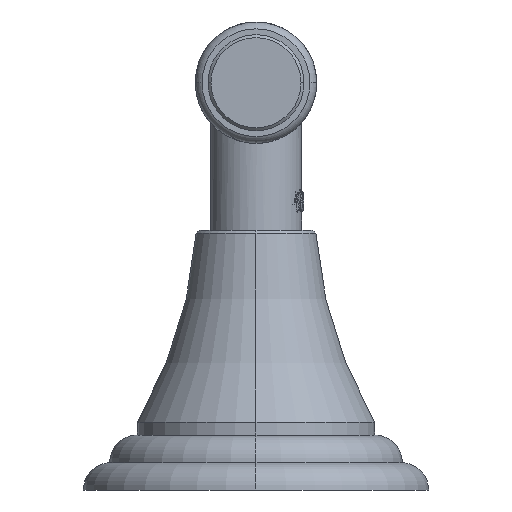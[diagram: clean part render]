
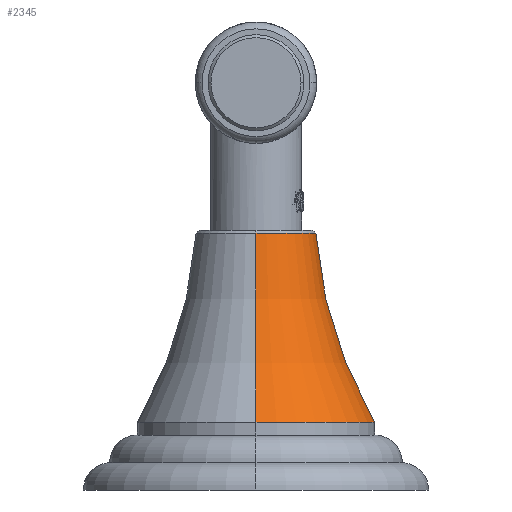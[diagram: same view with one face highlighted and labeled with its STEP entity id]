
A CAD part, left-side view. The second image highlights one B-rep face of the part: STEP entity #2345.
In plain terms, the highlighted toroidal (fillet/blend) face has major radius 86.39 mm and minor radius 76.2 mm.
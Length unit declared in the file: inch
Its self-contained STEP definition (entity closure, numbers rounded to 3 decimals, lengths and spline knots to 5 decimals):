
#2237=CARTESIAN_POINT('',(-27.96119,0.,1.60314));
#2238=DIRECTION('',(0.,-1.,0.));
#2239=DIRECTION('',(0.863,0.,-0.505));
#2240=AXIS2_PLACEMENT_3D('',#2237,#2238,#2239);
#2242=CARTESIAN_POINT('',(-21.15881,0.,1.60314));
#2243=DIRECTION('',(0.,1.,0.));
#2244=DIRECTION('',(-0.863,0.,-0.505));
#2245=AXIS2_PLACEMENT_3D('',#2242,#2243,#2244);
#2247=CARTESIAN_POINT('',(-24.56,0.,0.087));
#2248=DIRECTION('',(0.,0.,1.));
#2249=DIRECTION('',(-1.,0.,0.));
#2250=AXIS2_PLACEMENT_3D('',#2247,#2248,#2249);
#2270=CARTESIAN_POINT('',(-24.56,0.,1.38));
#2271=DIRECTION('',(0.,0.,1.));
#2272=DIRECTION('',(-1.,0.,0.));
#2273=AXIS2_PLACEMENT_3D('',#2270,#2271,#2272);
#2286=CARTESIAN_POINT('',(-25.3725,0.,0.087));
#2288=VERTEX_POINT('',#2286);
#2289=CARTESIAN_POINT('',(-24.9695,0.,1.38));
#2290=VERTEX_POINT('',#2289);
#2294=CARTESIAN_POINT('',(-23.7475,0.,0.087));
#2296=VERTEX_POINT('',#2294);
#2297=CARTESIAN_POINT('',(-24.1505,0.,1.38));
#2298=VERTEX_POINT('',#2297);
#2331=CARTESIAN_POINT('',(-24.56,0.,1.60314));
#2332=DIRECTION('',(0.,0.,-1.));
#2333=DIRECTION('',(1.,0.,0.));
#2334=AXIS2_PLACEMENT_3D('',#2331,#2332,#2333);
#2335=TOROIDAL_SURFACE('',#2334,3.40119,3.);
#2337=ORIENTED_EDGE('',*,*,#2336,.T.);
#2339=ORIENTED_EDGE('',*,*,#2338,.T.);
#2341=ORIENTED_EDGE('',*,*,#2340,.F.);
#2342=ORIENTED_EDGE('',*,*,#2323,.F.);
#2343=EDGE_LOOP('',(#2337,#2339,#2341,#2342));
#2344=FACE_OUTER_BOUND('',#2343,.F.);
#2345=ADVANCED_FACE('',(#2344),#2335,.F.);
#2241=CIRCLE('',#2240,3.);
#2246=CIRCLE('',#2245,3.);
#2251=CIRCLE('',#2250,0.8125);
#2274=CIRCLE('',#2273,0.4095);
#2323=EDGE_CURVE('',#2288,#2296,#2251,.T.);
#2336=EDGE_CURVE('',#2288,#2290,#2241,.T.);
#2338=EDGE_CURVE('',#2290,#2298,#2274,.T.);
#2340=EDGE_CURVE('',#2296,#2298,#2246,.T.);
